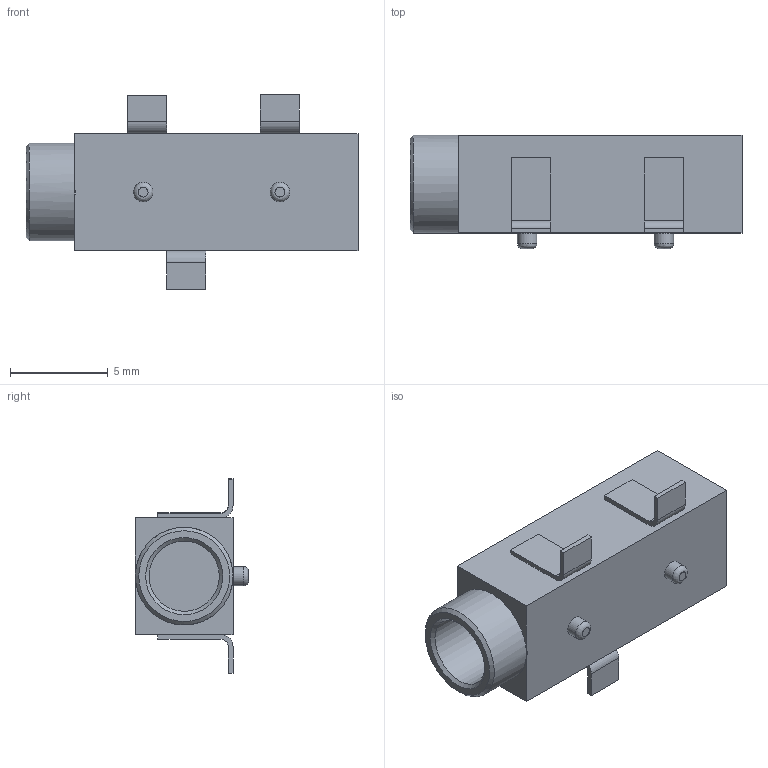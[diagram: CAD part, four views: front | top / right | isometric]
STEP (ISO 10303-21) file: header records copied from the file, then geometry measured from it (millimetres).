
FILE_DESCRIPTION(('FreeCAD Model'),'2;1');
FILE_NAME('Open CASCADE Shape Model','2026-01-31T15:23:55',('Author'),( ''),'Open CASCADE STEP processor 7.8','FreeCAD','Unknown');
FILE_SCHEMA(('AUTOMOTIVE_DESIGN { 1 0 10303 214 1 1 1 1 }'));
Length unit declared in the file: millimetre
Products named in the file (6): Unnamed1; sj-3524-smt-tr-pi v1; BB; sj-3524-smt-tr-pi v003; sj-3524-smt-tr-pi v004; sj-3524-smt-tr-pi v009
Assembly tree (8 placements, depth 3):
  Unnamed1
    sj-3524-smt-tr-pi v1
    BB
    sj-3524-smt-tr-pi v003
    sj-3524-smt-tr-pi v004
    sj-3524-smt-tr-pi v009
      sj-3524-smt-tr-pi v1
      BB
      sj-3524-smt-tr-pi v004
Bounding box: 17 x 5.8 x 9.98 mm (x, y, z)
Volume: 647.3 mm3; surface area: 1339.1 mm2
Topology: 7 solids, 7 shells, 104 faces, 244 edges, 160 vertices
Faces by surface type: plane 78, cylinder 18, cone 4, bspline 4
Full cylindrical faces by diameter (mm): 1 x4, 3.6 x2, 5 x2
Entity records: 1902 total; most frequent: CARTESIAN_POINT 340, DIRECTION 296, ORIENTED_EDGE 268, EDGE_CURVE 134, LINE 100, VECTOR 100, AXIS2_PLACEMENT_3D 98, VERTEX_POINT 88
